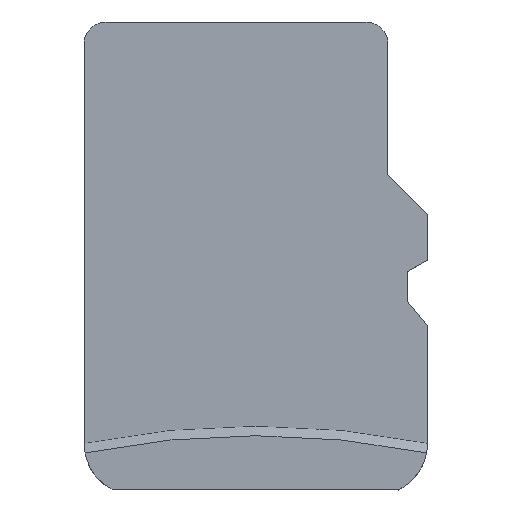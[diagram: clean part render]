
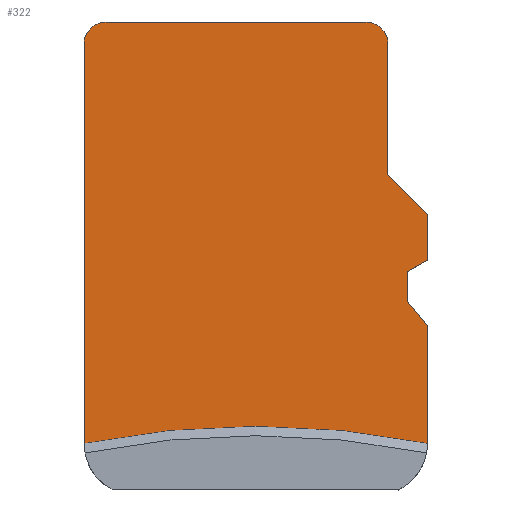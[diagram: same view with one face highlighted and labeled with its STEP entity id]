
A CAD part, top view. The second image highlights one B-rep face of the part: STEP entity #322.
In plain terms, the highlighted planar face has unit normal (0, 0, 1).
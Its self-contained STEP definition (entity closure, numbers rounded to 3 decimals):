
#21=PLANE('',#357);
#35=FACE_OUTER_BOUND('',#53,.T.);
#53=EDGE_LOOP('',(#230,#231,#232,#233,#234,#235,#236,#237,#238,#239,#240,
#241));
#72=CIRCLE('',#358,27.742);
#73=CIRCLE('',#359,0.705);
#74=CIRCLE('',#360,0.705);
#82=LINE('',#500,#116);
#83=LINE('',#504,#117);
#84=LINE('',#506,#118);
#85=LINE('',#508,#119);
#86=LINE('',#510,#120);
#87=LINE('',#512,#121);
#88=LINE('',#514,#122);
#89=LINE('',#516,#123);
#90=LINE('',#520,#124);
#116=VECTOR('',#398,1000.);
#117=VECTOR('',#401,1000.);
#118=VECTOR('',#402,1000.);
#119=VECTOR('',#403,1000.);
#120=VECTOR('',#404,1000.);
#121=VECTOR('',#405,1000.);
#122=VECTOR('',#406,1000.);
#123=VECTOR('',#407,1000.);
#124=VECTOR('',#410,1000.);
#150=VERTEX_POINT('',#486);
#154=VERTEX_POINT('',#499);
#155=VERTEX_POINT('',#501);
#156=VERTEX_POINT('',#503);
#157=VERTEX_POINT('',#505);
#158=VERTEX_POINT('',#507);
#159=VERTEX_POINT('',#509);
#160=VERTEX_POINT('',#511);
#161=VERTEX_POINT('',#513);
#162=VERTEX_POINT('',#515);
#163=VERTEX_POINT('',#517);
#164=VERTEX_POINT('',#519);
#184=EDGE_CURVE('',#154,#150,#82,.T.);
#185=EDGE_CURVE('',#150,#155,#72,.T.);
#186=EDGE_CURVE('',#156,#155,#83,.T.);
#187=EDGE_CURVE('',#157,#156,#84,.T.);
#188=EDGE_CURVE('',#158,#157,#85,.T.);
#189=EDGE_CURVE('',#158,#159,#86,.T.);
#190=EDGE_CURVE('',#160,#159,#87,.T.);
#191=EDGE_CURVE('',#161,#160,#88,.T.);
#192=EDGE_CURVE('',#162,#161,#89,.T.);
#193=EDGE_CURVE('',#162,#163,#73,.T.);
#194=EDGE_CURVE('',#164,#163,#90,.T.);
#195=EDGE_CURVE('',#164,#154,#74,.T.);
#230=ORIENTED_EDGE('',*,*,#184,.T.);
#231=ORIENTED_EDGE('',*,*,#185,.T.);
#232=ORIENTED_EDGE('',*,*,#186,.F.);
#233=ORIENTED_EDGE('',*,*,#187,.F.);
#234=ORIENTED_EDGE('',*,*,#188,.F.);
#235=ORIENTED_EDGE('',*,*,#189,.T.);
#236=ORIENTED_EDGE('',*,*,#190,.F.);
#237=ORIENTED_EDGE('',*,*,#191,.F.);
#238=ORIENTED_EDGE('',*,*,#192,.F.);
#239=ORIENTED_EDGE('',*,*,#193,.T.);
#240=ORIENTED_EDGE('',*,*,#194,.F.);
#241=ORIENTED_EDGE('',*,*,#195,.T.);
#322=ADVANCED_FACE('',(#35),#21,.T.);
#357=AXIS2_PLACEMENT_3D('',#498,#396,#397);
#358=AXIS2_PLACEMENT_3D('',#502,#399,#400);
#359=AXIS2_PLACEMENT_3D('',#518,#408,#409);
#360=AXIS2_PLACEMENT_3D('',#521,#411,#412);
#396=DIRECTION('center_axis',(0.,0.,1.));
#397=DIRECTION('ref_axis',(1.,0.,0.));
#398=DIRECTION('',(0.,-1.,0.));
#399=DIRECTION('center_axis',(0.,0.,-1.));
#400=DIRECTION('ref_axis',(1.,0.,0.));
#401=DIRECTION('',(0.,-1.,0.));
#402=DIRECTION('',(0.636,-0.772,0.));
#403=DIRECTION('',(0.,-1.,0.));
#404=DIRECTION('',(0.868,0.496,0.));
#405=DIRECTION('',(0.,-1.,0.));
#406=DIRECTION('',(0.704,-0.71,0.));
#407=DIRECTION('',(0.,-1.,0.));
#408=DIRECTION('center_axis',(0.,0.,1.));
#409=DIRECTION('ref_axis',(1.,0.,0.));
#410=DIRECTION('',(1.,0.,0.));
#411=DIRECTION('center_axis',(0.,0.,1.));
#412=DIRECTION('ref_axis',(1.,0.,0.));
#486=CARTESIAN_POINT('',(18.454,10.522,0.7));
#498=CARTESIAN_POINT('Origin',(23.96,1.918,0.7));
#499=CARTESIAN_POINT('',(18.454,23.42,0.7));
#500=CARTESIAN_POINT('',(18.454,1.918,0.7));
#501=CARTESIAN_POINT('',(29.455,10.522,0.7));
#502=CARTESIAN_POINT('Origin',(23.955,-16.67,0.7));
#503=CARTESIAN_POINT('',(29.455,14.303,0.7));
#504=CARTESIAN_POINT('',(29.455,1.918,0.7));
#505=CARTESIAN_POINT('',(28.81,15.087,0.7));
#506=CARTESIAN_POINT('',(33.312,9.619,0.7));
#507=CARTESIAN_POINT('',(28.81,16.031,0.7));
#508=CARTESIAN_POINT('',(28.81,1.918,0.7));
#509=CARTESIAN_POINT('',(29.466,16.405,0.7));
#510=CARTESIAN_POINT('',(19.076,10.475,0.7));
#511=CARTESIAN_POINT('',(29.466,17.856,0.7));
#512=CARTESIAN_POINT('',(29.466,1.918,0.7));
#513=CARTESIAN_POINT('',(28.185,19.148,0.7));
#514=CARTESIAN_POINT('',(34.704,12.574,0.7));
#515=CARTESIAN_POINT('',(28.185,23.42,0.7));
#516=CARTESIAN_POINT('',(28.185,1.918,0.7));
#517=CARTESIAN_POINT('',(27.483,24.033,0.7));
#518=CARTESIAN_POINT('Origin',(27.486,23.328,0.7));
#519=CARTESIAN_POINT('',(19.153,24.033,0.7));
#520=CARTESIAN_POINT('',(23.96,24.033,0.7));
#521=CARTESIAN_POINT('Origin',(19.153,23.328,0.7));
